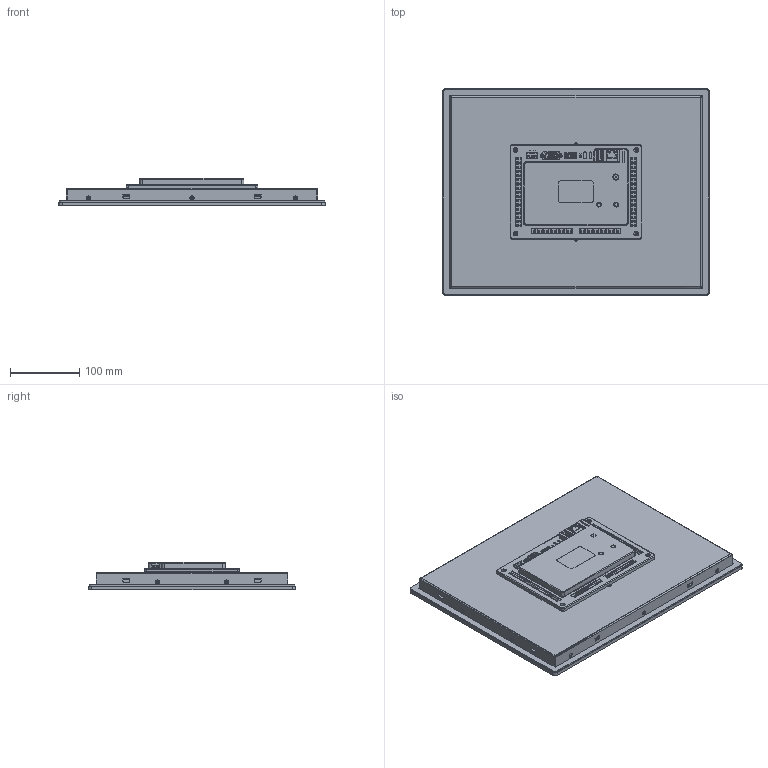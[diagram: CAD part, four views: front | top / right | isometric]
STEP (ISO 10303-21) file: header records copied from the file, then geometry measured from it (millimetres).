
FILE_DESCRIPTION(('STEP AP203'), '1');
FILE_NAME('Ïóëüò ÑÐ6923.15_TK6150FH-3D', '', ('UNSPECIFIED'), ('UNSPECIFIED'), 'C3D Converter', 'C3D Toolkit', '');
FILE_SCHEMA(('CONFIG_CONTROL_DESIGN'));
Length unit declared in the file: millimetre
Products named in the file (28): TK6150FH-3D; №МｶЁЖｬ1; ; ·вИ¦-оУЅр; TK6070FHєуёЗ; TK6070FHєуёЗ(2)^TK6070FHєуёЗ; __7______ - ____^TK6070FHєуёЗ(2)_TK6070FHєуёЗ; №МｶЁЖｬ; G150XNE-L03ПФКѕЖБ; №МｶЁЖｬ2; ПФКѕЖБ№МｶЁЖｬ; ЦРїт; ; ; TK6150FH-V2; ; TK6150FH-V2(2)^TK6150FH-V2; JW1^TK6150FH-V2(2)_TK6150FH-V2; c-1734577-2-c-3d^JW1_TK6150FH-V2(2)_TK6150FH-V2; J2^TK6150FH-V2(2)_TK6150FH-V2; usb_a-usb_a-top-c^J2_TK6150FH-V2(2)_TK6150FH-V2; CN9^TK6150FH-V2(2)_TK6150FH-V2; JK4-3.81^CN9_TK6150FH-V2(2)_TK6150FH-V2; User_Library-1803442_mcv_1.5-4-g-3.81_1^JK4-3.81_CN9_TK6150FH-V2(2)_TK6150FH-V2; CN4^TK6150FH-V2(2)_TK6150FH-V2; F09P1Gy-0982^CN4_TK6150FH-V2(2)_TK6150FH-V2; -оУЅр
Assembly tree (38 placements, depth 6):
  TK6150FH-3D
    №МｶЁЖｬ1  x2
  
  ·вИ¦-оУЅр
    TK6070FHєуёЗ
      TK6070FHєуёЗ(2)^TK6070FHєуёЗ
        __7______ - ____^TK6070FHєуёЗ(2)_TK6070FHєуёЗ
    №МｶЁЖｬ
    G150XNE-L03ПФКѕЖБ
    №МｶЁЖｬ2  x2
    ПФКѕЖБ№МｶЁЖｬ  x2
    ЦРїт
    x6
    x4
      ЦРїт
    TK6150FH-V2
  
      TK6150FH-V2(2)^TK6150FH-V2
        JW1^TK6150FH-V2(2)_TK6150FH-V2
          c-1734577-2-c-3d^JW1_TK6150FH-V2(2)_TK6150FH-V2
        J2^TK6150FH-V2(2)_TK6150FH-V2
          usb_a-usb_a-top-c^J2_TK6150FH-V2(2)_TK6150FH-V2
        CN9^TK6150FH-V2(2)_TK6150FH-V2
          JK4-3.81^CN9_TK6150FH-V2(2)_TK6150FH-V2
            User_Library-1803442_mcv_1.5-4-g-3.81_1^JK4-3.81_CN9_TK6150FH-V2(2)_TK6150FH-V2
        CN4^TK6150FH-V2(2)_TK6150FH-V2
          F09P1Gy-0982^CN4_TK6150FH-V2(2)_TK6150FH-V2
  -оУЅр
Bounding box: 386 x 300 x 39.6 mm (x, y, z)
Volume: 1467484.2 mm3; surface area: 868764.8 mm2
Topology: 32 solids, 36 shells, 4109 faces, 11318 edges, 7265 vertices
Faces by surface type: plane 2936, cylinder 587, bspline 424, cone 140, torus 22
Full cylindrical faces by diameter (mm): 0.457 x1, 0.585 x9, 1 x9, 1.2 x13, 1.6 x3, 2.1 x11, 2.16 x2, 2.5 x44, 2.6 x3, 3.4 x2, 3.5 x29, 4.2 x8, 4.5 x4, 5 x2, 5.38 x6, 5.4 x6, 6.3 x4, 6.8 x4, 7 x2
Entity records: 189652 total; most frequent: CARTESIAN_POINT 64813, ORIENTED_EDGE 20560, DIRECTION 16692, EDGE_CURVE 10294, LINE 7618, VECTOR 7618, VERTEX_POINT 6713, AXIS2_PLACEMENT_3D 4537
